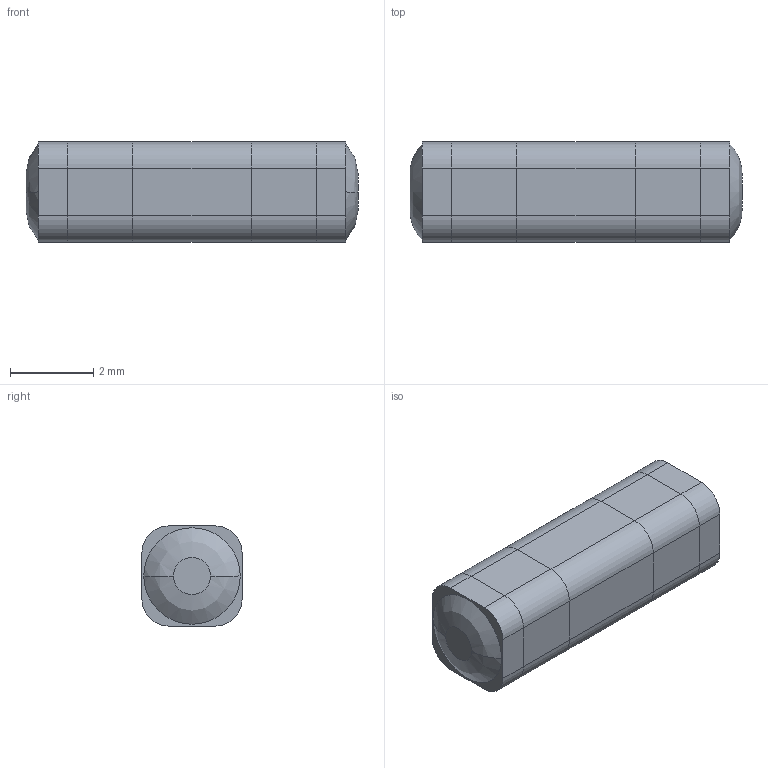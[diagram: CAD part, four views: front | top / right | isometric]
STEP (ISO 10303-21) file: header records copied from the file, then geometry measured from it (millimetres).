
FILE_DESCRIPTION((''),'2;1');
FILE_NAME('CAPC_TUSONIX_4700.stp','2011-06-08T15:46:43',(''),(''),'Mechanical Desktop 2011','Mechanical Desktop 2011',', , ');
FILE_SCHEMA(('AUTOMOTIVE_DESIGN { 1 2 10303 214 1 1 1 1 }'));
Length unit declared in the file: millimetre
Products named in the file (1): Product
Bounding box: 8 x 2.41 x 2.41 mm (x, y, z)
Volume: 42.2 mm3; surface area: 136 mm2
Topology: 7 solids, 7 shells, 58 faces, 132 edges, 88 vertices
Faces by surface type: bspline 32, plane 14, cylinder 12
Entity records: 1886 total; most frequent: CARTESIAN_POINT 579, ORIENTED_EDGE 264, DIRECTION 238, EDGE_CURVE 132, VERTEX_POINT 88, VECTOR 80, LINE 80, AXIS2_PLACEMENT_3D 79
